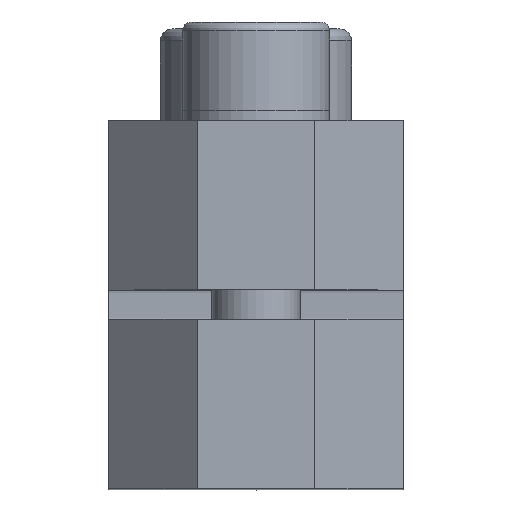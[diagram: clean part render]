
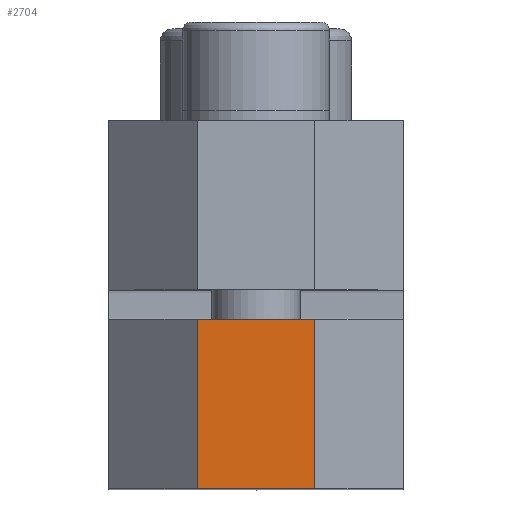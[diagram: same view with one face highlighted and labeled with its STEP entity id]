
A CAD part, top view. The second image highlights one B-rep face of the part: STEP entity #2704.
In plain terms, the highlighted face is planar.
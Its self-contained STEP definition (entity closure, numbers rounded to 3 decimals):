
#2492=CARTESIAN_POINT('',(-19.,-12.5,-4.));
#2493=VERTEX_POINT('',#2492);
#2500=CARTESIAN_POINT('',(-19.0,-1.,-4.));
#2501=VERTEX_POINT('',#2500);
#2502=CARTESIAN_POINT('',(-19.,-12.5,-4.));
#2503=DIRECTION('',(0.0,1.0,0.0));
#2504=VECTOR('',#2503,11.5);
#2505=LINE('',#2502,#2504);
#2506=EDGE_CURVE('',#2493,#2501,#2505,.T.);
#2524=CARTESIAN_POINT('',(-19.0,-1.,4.));
#2525=VERTEX_POINT('',#2524);
#2526=CARTESIAN_POINT('',(-19.0,-1.,4.));
#2527=DIRECTION('',(0.0,0.0,-1.0));
#2528=VECTOR('',#2527,8.);
#2529=LINE('',#2526,#2528);
#2530=EDGE_CURVE('',#2525,#2501,#2529,.T.);
#2557=CARTESIAN_POINT('',(-19.,-12.5,4.));
#2558=VERTEX_POINT('',#2557);
#2567=CARTESIAN_POINT('',(-19.0,-1.,4.));
#2568=DIRECTION('',(0.0,-1.0,0.0));
#2569=VECTOR('',#2568,11.5);
#2570=LINE('',#2567,#2569);
#2571=EDGE_CURVE('',#2525,#2558,#2570,.T.);
#2688=CARTESIAN_POINT('',(-19.0,0.0,0.0));
#2689=DIRECTION('',(-1.0,0.0,0.0));
#2690=DIRECTION('',(0.0,0.0,1.0));
#2691=AXIS2_PLACEMENT_3D('',#2688,#2689,#2690);
#2692=PLANE('',#2691);
#2693=ORIENTED_EDGE('',*,*,#2506,.F.);
#2694=CARTESIAN_POINT('',(-19.,-12.5,4.));
#2695=DIRECTION('',(0.0,0.0,-1.0));
#2696=VECTOR('',#2695,8.);
#2697=LINE('',#2694,#2696);
#2698=EDGE_CURVE('',#2558,#2493,#2697,.T.);
#2699=ORIENTED_EDGE('',*,*,#2698,.F.);
#2700=ORIENTED_EDGE('',*,*,#2571,.F.);
#2701=ORIENTED_EDGE('',*,*,#2530,.T.);
#2702=EDGE_LOOP('',(#2693,#2699,#2700,#2701));
#2703=FACE_OUTER_BOUND('',#2702,.T.);
#2704=ADVANCED_FACE('',(#2703),#2692,.T.);
